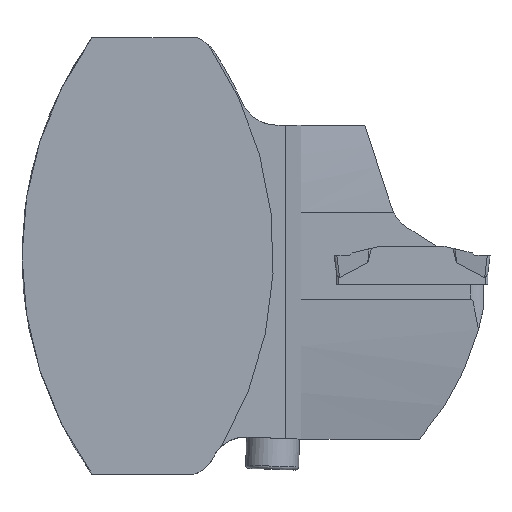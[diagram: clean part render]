
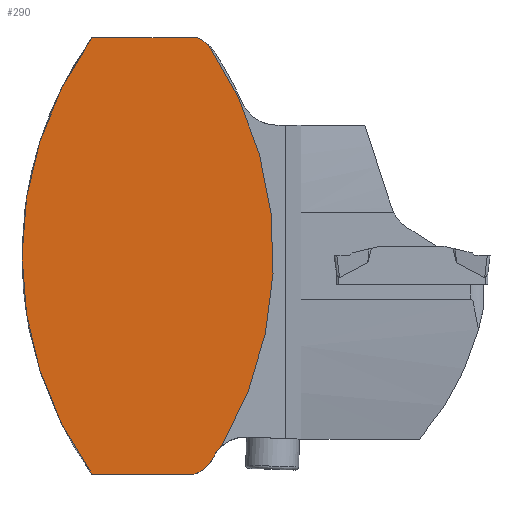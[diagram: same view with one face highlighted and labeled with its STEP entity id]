
A CAD part, top view. The second image highlights one B-rep face of the part: STEP entity #290.
In plain terms, the highlighted planar face has unit normal (0, 0, 1).
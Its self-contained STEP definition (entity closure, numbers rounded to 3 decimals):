
#229=CIRCLE('',#1658,60.25);
#230=CIRCLE('',#1661,60.25);
#231=CIRCLE('',#1664,6.5);
#233=CIRCLE('',#1667,5.);
#235=CIRCLE('',#1670,5.5);
#290=ADVANCED_FACE('',(#420),#361,.T.);
#361=PLANE('',#1706);
#420=FACE_OUTER_BOUND('',#501,.T.);
#501=EDGE_LOOP('',(#734,#735,#736,#737,#738,#739,#740));
#734=ORIENTED_EDGE('',*,*,#1152,.F.);
#735=ORIENTED_EDGE('',*,*,#1143,.T.);
#736=ORIENTED_EDGE('',*,*,#1162,.T.);
#737=ORIENTED_EDGE('',*,*,#1166,.T.);
#738=ORIENTED_EDGE('',*,*,#1147,.T.);
#739=ORIENTED_EDGE('',*,*,#1156,.F.);
#740=ORIENTED_EDGE('',*,*,#1148,.F.);
#996=VERTEX_POINT('',#2162);
#999=VERTEX_POINT('',#2167);
#1001=VERTEX_POINT('',#2172);
#1003=VERTEX_POINT('',#2176);
#1004=VERTEX_POINT('',#2180);
#1005=VERTEX_POINT('',#2181);
#1013=VERTEX_POINT('',#2217);
#1143=EDGE_CURVE('',#996,#999,#1360,.T.);
#1147=EDGE_CURVE('',#1001,#1003,#229,.T.);
#1148=EDGE_CURVE('',#1004,#1005,#1363,.T.);
#1152=EDGE_CURVE('',#996,#1004,#230,.T.);
#1156=EDGE_CURVE('',#1005,#1003,#231,.T.);
#1162=EDGE_CURVE('',#999,#1013,#233,.T.);
#1166=EDGE_CURVE('',#1013,#1001,#235,.T.);
#1360=LINE('',#2168,#1477);
#1363=LINE('',#2179,#1480);
#1477=VECTOR('',#1790,1.);
#1480=VECTOR('',#1801,1.);
#1658=AXIS2_PLACEMENT_3D('',#2177,#1797,#1798);
#1661=AXIS2_PLACEMENT_3D('',#2188,#1807,#1808);
#1664=AXIS2_PLACEMENT_3D('',#2201,#1813,#1814);
#1667=AXIS2_PLACEMENT_3D('',#2218,#1821,#1822);
#1670=AXIS2_PLACEMENT_3D('',#2228,#1828,#1829);
#1706=AXIS2_PLACEMENT_3D('',#2528,#1934,#1935);
#1790=DIRECTION('',(1.,0.,0.));
#1797=DIRECTION('',(0.,0.,1.));
#1798=DIRECTION('',(1.,0.,0.));
#1801=DIRECTION('',(1.,0.,0.));
#1807=DIRECTION('',(0.,0.,-1.));
#1808=DIRECTION('',(1.,0.,0.));
#1813=DIRECTION('',(0.,0.,-1.));
#1814=DIRECTION('',(1.,0.,0.));
#1821=DIRECTION('',(0.,0.,1.));
#1822=DIRECTION('',(1.,0.,0.));
#1828=DIRECTION('',(0.,0.,-1.));
#1829=DIRECTION('',(1.,0.,0.));
#1934=DIRECTION('',(0.,0.,1.));
#1935=DIRECTION('',(-1.,0.,0.));
#2162=CARTESIAN_POINT('',(-8.891,-35.,0.));
#2167=CARTESIAN_POINT('',(7.5,-35.,0.));
#2168=CARTESIAN_POINT('',(51.95,-35.,0.));
#2172=CARTESIAN_POINT('',(11.975,-30.474,0.));
#2176=CARTESIAN_POINT('',(9.865,33.816,0.));
#2177=CARTESIAN_POINT('',(-40.,0.,0.));
#2179=CARTESIAN_POINT('',(51.95,35.,0.));
#2180=CARTESIAN_POINT('',(-8.891,35.,0.));
#2181=CARTESIAN_POINT('',(8.,35.,0.));
#2188=CARTESIAN_POINT('',(40.15,0.,0.));
#2201=CARTESIAN_POINT('',(5.5,29.,0.));
#2217=CARTESIAN_POINT('',(10.647,-32.28,0.));
#2218=CARTESIAN_POINT('',(6.1,-30.2,0.));
#2228=CARTESIAN_POINT('',(15.649,-34.567,0.));
#2528=CARTESIAN_POINT('',(0.,0.,0.));
